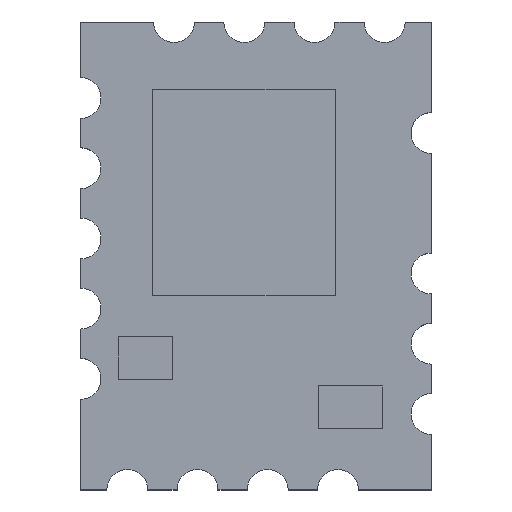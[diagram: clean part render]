
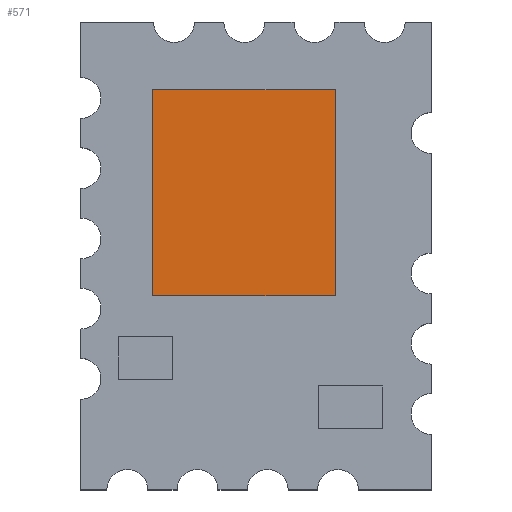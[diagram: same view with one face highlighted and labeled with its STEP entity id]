
A CAD part, top view. The second image highlights one B-rep face of the part: STEP entity #571.
In plain terms, the highlighted planar face has unit normal (0, 0, 1).
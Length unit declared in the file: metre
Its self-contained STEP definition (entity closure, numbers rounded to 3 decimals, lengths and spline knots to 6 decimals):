
#295 = EDGE_CURVE( '', #777, #778, #779, .T. );
#417 = EDGE_CURVE( '', #777, #967, #968, .T. );
#419 = EDGE_CURVE( '', #967, #700, #970, .T. );
#519 = EDGE_CURVE( '', #778, #700, #1098, .T. );
#571 = ADVANCED_FACE( '', ( #1158 ), #1159, .T. );
#700 = VERTEX_POINT( '', #1301 );
#777 = VERTEX_POINT( '', #1412 );
#778 = VERTEX_POINT( '', #1413 );
#779 = LINE( '', #1414, #1415 );
#967 = VERTEX_POINT( '', #1673 );
#968 = LINE( '', #1674, #1675 );
#970 = LINE( '', #1678, #1679 );
#1098 = LINE( '', #1868, #1869 );
#1158 = FACE_OUTER_BOUND( '', #1964, .T. );
#1159 = PLANE( '', #1965 );
#1301 = CARTESIAN_POINT( '', ( 0.001354, -0.000678, 0.0016 ) );
#1412 = CARTESIAN_POINT( '', ( -0.001767, 0.002837, 0.0016 ) );
#1413 = CARTESIAN_POINT( '', ( -0.001767, -0.000678, 0.0016 ) );
#1414 = CARTESIAN_POINT( '', ( -0.001767, 0.001079, 0.0016 ) );
#1415 = VECTOR( '', #2181, 1. );
#1673 = CARTESIAN_POINT( '', ( 0.001354, 0.002837, 0.0016 ) );
#1674 = CARTESIAN_POINT( '', ( -0.000206, 0.002837, 0.0016 ) );
#1675 = VECTOR( '', #2441, 1. );
#1678 = CARTESIAN_POINT( '', ( 0.001354, 0.001079, 0.0016 ) );
#1679 = VECTOR( '', #2442, 1. );
#1868 = CARTESIAN_POINT( '', ( -0.000206, -0.000678, 0.0016 ) );
#1869 = VECTOR( '', #2616, 1. );
#1964 = EDGE_LOOP( '', ( #2722, #2723, #2724, #2725 ) );
#1965 = AXIS2_PLACEMENT_3D( '', #2726, #2727, #2728 );
#2181 = DIRECTION( '', ( 0., -1., 0. ) );
#2441 = DIRECTION( '', ( 1., 0., 0. ) );
#2442 = DIRECTION( '', ( 0., -1., 0. ) );
#2616 = DIRECTION( '', ( 1., 0., 0. ) );
#2722 = ORIENTED_EDGE( '', *, *, #417, .F. );
#2723 = ORIENTED_EDGE( '', *, *, #295, .T. );
#2724 = ORIENTED_EDGE( '', *, *, #519, .T. );
#2725 = ORIENTED_EDGE( '', *, *, #419, .F. );
#2726 = CARTESIAN_POINT( '', ( 0., 0., 0.0016 ) );
#2727 = DIRECTION( '', ( 0., 0., 1. ) );
#2728 = DIRECTION( '', ( 1., 0., 0. ) );
